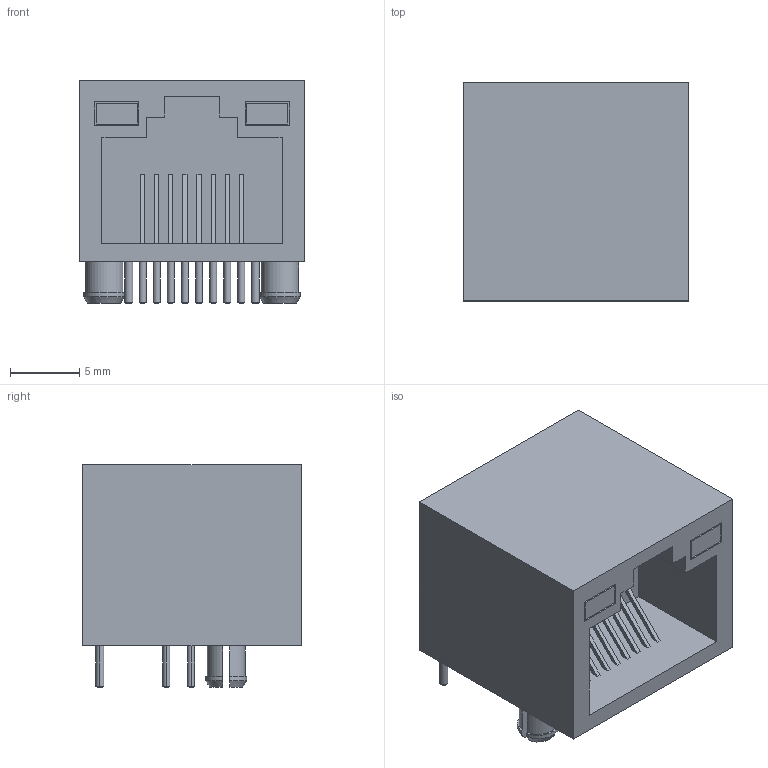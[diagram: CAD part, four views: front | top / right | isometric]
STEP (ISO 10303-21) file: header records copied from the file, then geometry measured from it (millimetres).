
FILE_DESCRIPTION (( 'STEP AP214' ), '1' );
FILE_NAME ('RJ45 56.STEP', '2023-04-04T07:25:04', ( '' ), ( '' ), 'SwSTEP 2.0', 'SolidWorks 2022', '' );
FILE_SCHEMA (( 'AUTOMOTIVE_DESIGN' ));
Length unit declared in the file: millimetre
Products named in the file (1): RJ45 56
Bounding box: 16.26 x 15.75 x 16.1 mm (x, y, z)
Volume: 2466.1 mm3; surface area: 2112.5 mm2
Topology: 1 solids, 1 shells, 173 faces, 420 edges, 272 vertices
Faces by surface type: plane 113, cylinder 32, cone 28
Entity records: 6749 total; most frequent: CARTESIAN_POINT 890, DIRECTION 852, ORIENTED_EDGE 840, EDGE_CURVE 420, VECTOR 320, LINE 320, VERTEX_POINT 272, AXIS2_PLACEMENT_3D 266
